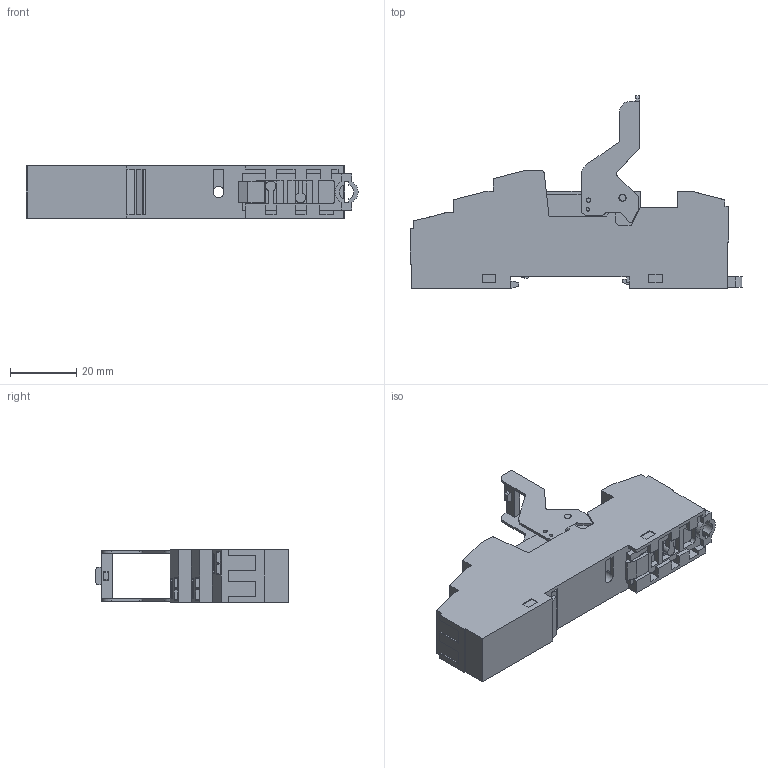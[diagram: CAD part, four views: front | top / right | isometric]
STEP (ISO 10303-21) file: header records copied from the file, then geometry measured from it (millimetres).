
FILE_DESCRIPTION (( 'STEP AP203' ), '1' );
FILE_NAME ('rm5-25-1-push.ÃÌ Ðàçúåì äëÿ ðåëå ÐM5 25-1 Push-in EKF.STEP', '2024-04-08T13:18:17', ( '' ), ( '' ), 'SwSTEP 2.0', 'SolidWorks 2021', '' );
FILE_SCHEMA (( 'CONFIG_CONTROL_DESIGN' ));
Length unit declared in the file: millimetre
Products named in the file (1): rm5-25-1-push.ÃÌ Ðàçúåì äëÿ ðåëå ÐM5 25-1 Push-in EKF
Bounding box: 100.28 x 58.26 x 16 mm (x, y, z)
Volume: 38576.7 mm3; surface area: 15739.9 mm2
Topology: 11 solids, 11 shells, 880 faces, 2343 edges, 1537 vertices
Faces by surface type: plane 700, cylinder 162, bspline 12, torus 4, cone 2
Entity records: 27133 total; most frequent: CARTESIAN_POINT 5107, ORIENTED_EDGE 4686, DIRECTION 4296, EDGE_CURVE 2343, LINE 1948, VECTOR 1948, VERTEX_POINT 1537, AXIS2_PLACEMENT_3D 1174
